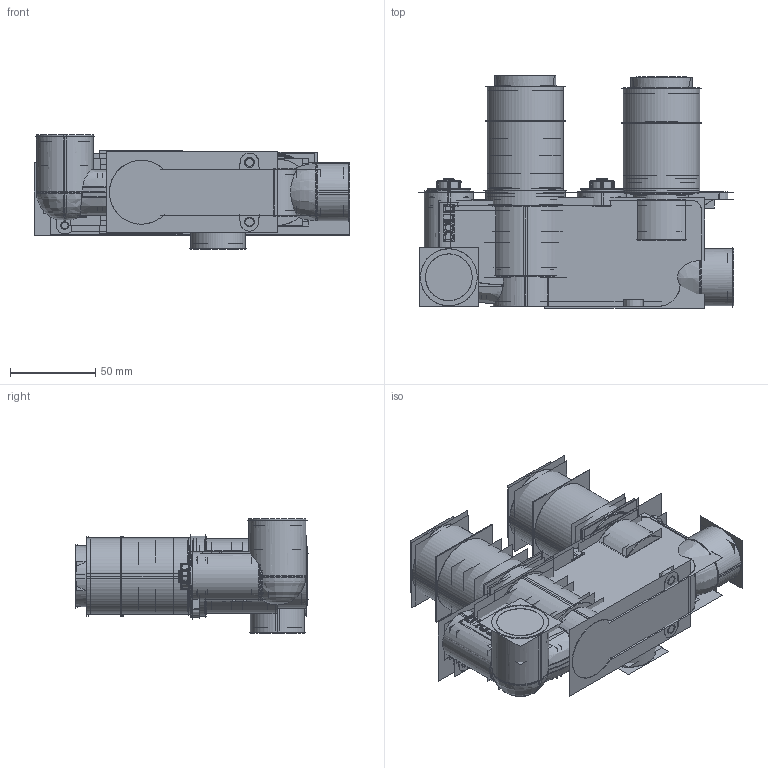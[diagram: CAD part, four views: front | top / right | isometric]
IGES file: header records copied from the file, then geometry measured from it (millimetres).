
Start section:  PTC IGES file: WLBP1000RC+.igs
Global section: file name: WLBP1000RC+.igs; native system: Pro/ENGINEER by Parametric Technology Corporation; preprocessor: 2009360; author: user152; organization: Unknown; date: 20200321.090639; units: millimetre
Bounding box: 185.64 x 136.88 x 67.05 mm (x, y, z)
Volume: 204838.4 mm3; surface area: 918077.2 mm2
Topology: 19 solids, 35 shells, 2752 faces, 14524 edges, 18741 vertices
Faces by surface type: bspline 1422, revolution 1330
